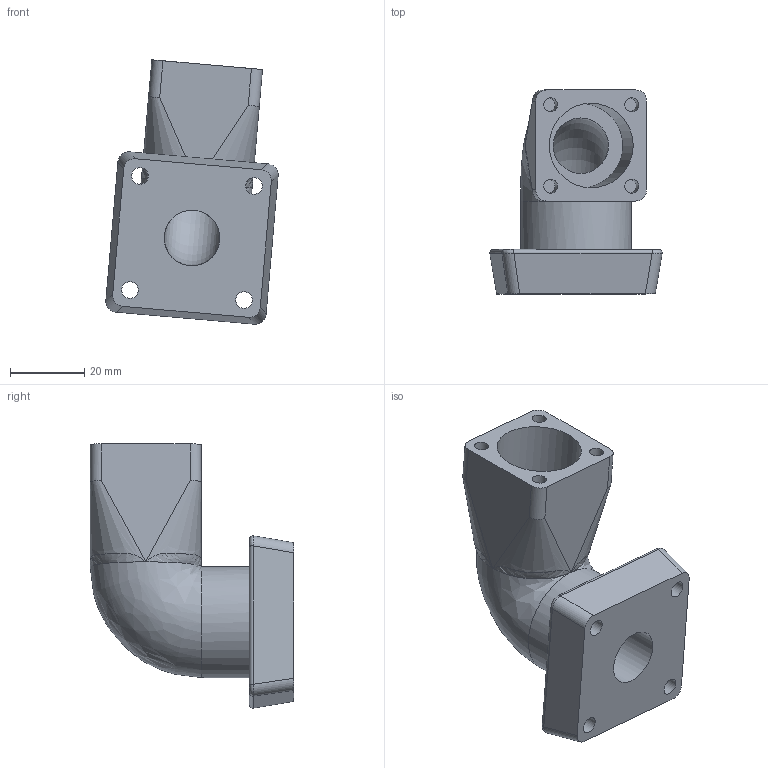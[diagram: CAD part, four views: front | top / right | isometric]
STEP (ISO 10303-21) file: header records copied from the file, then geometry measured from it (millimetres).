
FILE_DESCRIPTION(/* description */ ('','CAx-IF Rec.Pracs.---Representation and Presentation of Product Manufacturing Information (PMI)---4.0---2014-10-13'),/* implementation_level */ '2;1');
FILE_NAME(/* name */ 'top_arm_holder.step',/* time_stamp */ '2024-12-29T14:41:24+01:00',/* author */ (''),/* organization */ (''),/* preprocessor_version */ 'ST-DEVELOPER v20',/* originating_system */ 'Autodesk Translation Framework v13.20.0.188',/* authorisation */ '');
FILE_SCHEMA (('AP242_MANAGED_MODEL_BASED_3D_ENGINEERING_MIM_LF { 1 0 10303 442 1 1 4 }'));
Length unit declared in the file: millimetre
Products named in the file (2): top_arm_holder; TopArmHolderV2
Assembly tree (1 placements, depth 2):
  top_arm_holder
    TopArmHolderV2
Bounding box: 46.53 x 55 x 71.39 mm (x, y, z)
Volume: 50667.9 mm3; surface area: 17915 mm2
Topology: 1 solids, 1 shells, 65 faces, 147 edges, 84 vertices
Faces by surface type: cylinder 23, plane 20, bspline 13, torus 5, cone 4
Full cylindrical faces by diameter (mm): 3.8 x4, 4.5 x4, 9 x4, 15 x1, 22.8 x1, 30 x1
Entity records: 2405 total; most frequent: CARTESIAN_POINT 913, DIRECTION 321, ORIENTED_EDGE 274, EDGE_CURVE 137, AXIS2_PLACEMENT_3D 133, EDGE_LOOP 85, VERTEX_POINT 84, FACE_OUTER_BOUND 65
